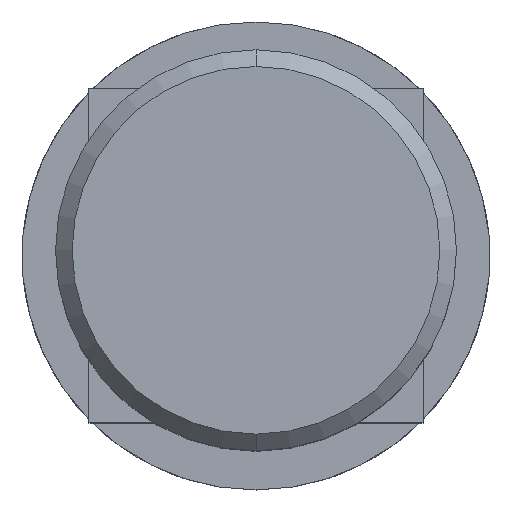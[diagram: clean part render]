
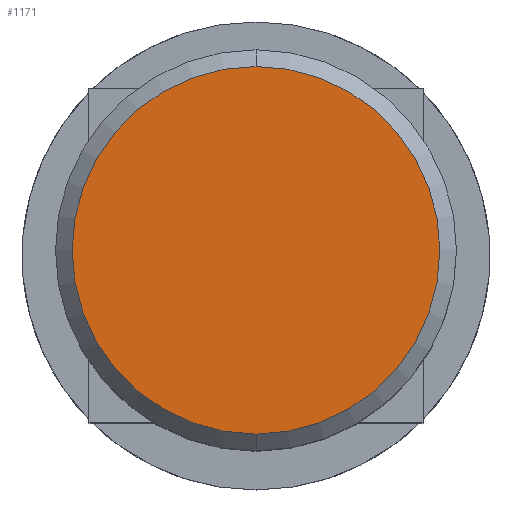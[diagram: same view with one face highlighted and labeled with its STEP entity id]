
A CAD part, top view. The second image highlights one B-rep face of the part: STEP entity #1171.
In plain terms, the highlighted planar face has unit normal (0, 0, 1).
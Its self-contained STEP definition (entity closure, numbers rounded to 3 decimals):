
#1043 = EDGE_CURVE ( 'NONE', #2835, #2845, #2449, .T. ) ;
#1171 = ADVANCED_FACE ( 'NONE', ( #4015 ), #1571, .F. ) ;
#1569 = CARTESIAN_POINT ( 'NONE',  ( 0., 0.55, 8.1 ) ) ;
#1571 = PLANE ( 'NONE',  #4917 ) ;
#1574 = DIRECTION ( 'NONE',  ( 0., 0., -1. ) ) ;
#1575 = DIRECTION ( 'NONE',  ( 0., 1., 0. ) ) ;
#1847 = ORIENTED_EDGE ( 'NONE', *, *, #4791, .T. ) ;
#1848 = ORIENTED_EDGE ( 'NONE', *, *, #1043, .T. ) ;
#2316 = EDGE_LOOP ( 'NONE', ( #1847, #1848 ) ) ;
#2449 = CIRCLE ( 'NONE', #4830, 0.55 ) ;
#2835 = VERTEX_POINT ( 'NONE', #3201 ) ;
#2845 = VERTEX_POINT ( 'NONE', #3211 ) ;
#3201 = CARTESIAN_POINT ( 'NONE',  ( 0., -0.55, 8.1 ) ) ;
#3211 = CARTESIAN_POINT ( 'NONE',  ( 0., 0.55, 8.1 ) ) ;
#3357 = CARTESIAN_POINT ( 'NONE',  ( 0., 0., 8.1 ) ) ;
#3358 = DIRECTION ( 'NONE',  ( 0., 0., 1. ) ) ;
#3359 = DIRECTION ( 'NONE',  ( 0., -1., 0. ) ) ;
#4015 = FACE_OUTER_BOUND ( 'NONE', #2316, .T. ) ;
#4137 = CIRCLE ( 'NONE', #5744, 0.55 ) ;
#4791 = EDGE_CURVE ( 'NONE', #2845, #2835, #4137, .T. ) ;
#4830 = AXIS2_PLACEMENT_3D ( 'NONE', #6690, #6691, #6692 ) ;
#4917 = AXIS2_PLACEMENT_3D ( 'NONE', #1569, #1574, #1575 ) ;
#5744 = AXIS2_PLACEMENT_3D ( 'NONE', #3357, #3358, #3359 ) ;
#6690 = CARTESIAN_POINT ( 'NONE',  ( 0., 0., 8.1 ) ) ;
#6691 = DIRECTION ( 'NONE',  ( 0., 0., 1. ) ) ;
#6692 = DIRECTION ( 'NONE',  ( 0., -1., 0. ) ) ;
